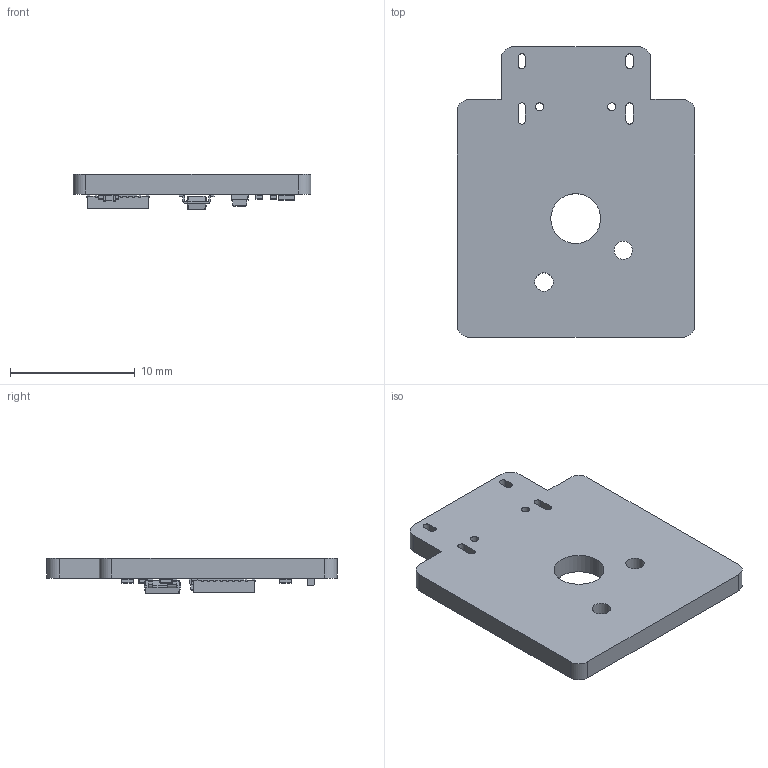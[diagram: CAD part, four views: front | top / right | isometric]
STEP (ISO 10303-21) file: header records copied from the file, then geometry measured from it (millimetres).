
FILE_DESCRIPTION(('KiCad electronic assembly'),'2;1');
FILE_NAME('why.step','2021-03-09T22:17:54',('An Author'),('A Company'), 'Open CASCADE STEP processor 6.9','KiCad to STEP converter','Unknown' );
FILE_SCHEMA(('AUTOMOTIVE_DESIGN { 1 0 10303 214 1 1 1 1 }'));
Length unit declared in the file: millimetre
Products named in the file (14): Open CASCADE STEP translator 6.9 1; QFN-32-1EP_5x5mm_P0.5mm_EP3.1x3.1mm; SOLID; Resonator_SMD_muRata_CSTxExxV-3Pin_3.0x1.1mm; R_0402_1005Metric; Fuse_0805_2012Metric; SOT-143; C_0402_1005Metric; COMPOUND
Assembly tree (19 placements, depth 3):
  Open CASCADE STEP translator 6.9 1
    QFN-32-1EP_5x5mm_P0.5mm_EP3.1x3.1mm
      SOLID
    Resonator_SMD_muRata_CSTxExxV-3Pin_3.0x1.1mm
      SOLID
    R_0402_1005Metric  x7
      SOLID
    Fuse_0805_2012Metric
      SOLID
    SOT-143
      SOLID
    C_0402_1005Metric
      SOLID
    COMPOUND
Bounding box: 19.05 x 23.26 x 2.85 mm (x, y, z)
Volume: 663.8 mm3; surface area: 1116.4 mm2
Topology: 13 solids, 13 shells, 659 faces, 1779 edges, 1150 vertices
Faces by surface type: plane 515, cylinder 116, bspline 28
Full cylindrical faces by diameter (mm): 0.4 x1, 0.65 x2, 1.47 x2, 3.988 x1
Entity records: 37228 total; most frequent: CARTESIAN_POINT 6152, DIRECTION 5098, LINE 3761, VECTOR 3761, ORIENTED_EDGE 2742, PCURVE 2742, DEFINITIONAL_REPRESENTATION 2742, EDGE_CURVE 1371
